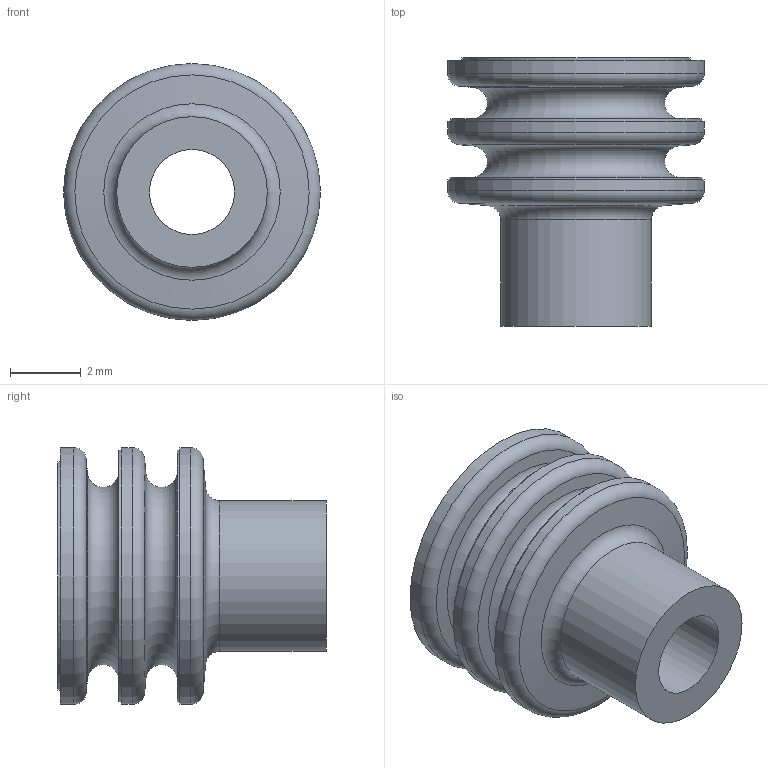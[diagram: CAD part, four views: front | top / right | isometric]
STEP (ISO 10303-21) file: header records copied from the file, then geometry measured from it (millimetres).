
FILE_DESCRIPTION(/* description */ (''),/* implementation_level */ '2;1');
FILE_NAME(/* name */ '5359.stp',/* time_stamp */ '2020-05-11T10:11:28+08:00',/* author */ (''),/* organization */ (''),/* preprocessor_version */ 'ST-DEVELOPER v16',/* originating_system */ 'SIEMENS PLM Software NX 11.0',/* authorisation */ '');
FILE_SCHEMA (('AUTOMOTIVE_DESIGN { 1 0 10303 214 3 1 1 1 }'));
Length unit declared in the file: millimetre
Products named in the file (3): 12010295-MLT05_00-MISC; 15324980_01AD-SEAL_PART; 15363991_01AB-SEAL
Assembly tree (2 placements, depth 3):
  15363991_01AB-SEAL
    15324980_01AD-SEAL_PART
      12010295-MLT05_00-MISC
Bounding box: 7.25 x 7.57 x 7.25 mm (x, y, z)
Volume: 142.4 mm3; surface area: 316.2 mm2
Topology: 1 solids, 1 shells, 27 faces, 47 edges, 28 vertices
Faces by surface type: cylinder 9, plane 8, torus 6, cone 4
Full cylindrical faces by diameter (mm): 2.4 x1, 4.25 x1, 5.85 x1, 6.45 x1, 7.1 x2, 7.25 x3
Entity records: 608 total; most frequent: DIRECTION 114, CARTESIAN_POINT 84, AXIS2_PLACEMENT_3D 57, FACE_BOUND 54, EDGE_LOOP 54, ORIENTED_EDGE 54, ADVANCED_FACE 27, VERTEX_POINT 27
